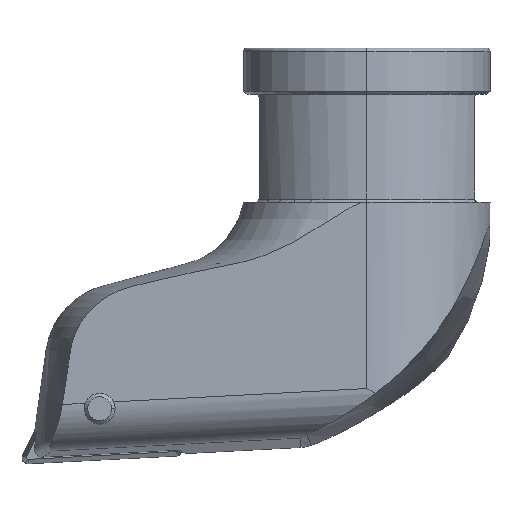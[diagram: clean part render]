
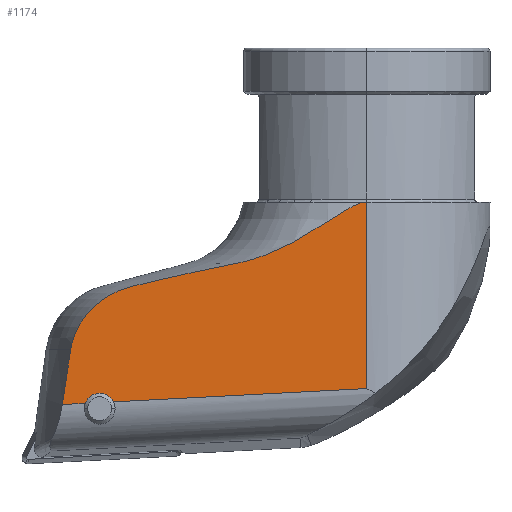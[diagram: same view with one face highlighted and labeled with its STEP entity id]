
A CAD part, front view. The second image highlights one B-rep face of the part: STEP entity #1174.
In plain terms, the highlighted planar face has unit normal (0, -1, 0).
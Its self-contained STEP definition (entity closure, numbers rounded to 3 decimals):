
#840=VERTEX_POINT('NONE',#2203);
#848=VERTEX_POINT('NONE',#2213);
#906=EDGE_CURVE('NONE',#1666,#848,#2276,.T.);
#972=VERTEX_POINT('NONE',#2348);
#1100=VERTEX_POINT('NONE',#2490);
#1174=ADVANCED_FACE('NONE',(#2572),#2573,.F.);
#1342=EDGE_CURVE('NONE',#840,#1100,#2755,.F.);
#1356=EDGE_CURVE('NONE',#848,#1414,#2769,.T.);
#1414=VERTEX_POINT('NONE',#2832);
#1562=EDGE_CURVE('NONE',#1100,#1666,#2994,.T.);
#1644=VERTEX_POINT('NONE',#3086);
#1666=VERTEX_POINT('NONE',#3111);
#1862=EDGE_CURVE('NONE',#1414,#1954,#3320,.T.);
#1892=EDGE_CURVE('NONE',#1644,#972,#3353,.T.);
#1928=EDGE_CURVE('NONE',#1954,#1644,#3394,.F.);
#1954=VERTEX_POINT('NONE',#3424);
#1982=EDGE_CURVE('NONE',#840,#972,#3454,.T.);
#2203=CARTESIAN_POINT('',(0.,-8.0,-10.0));
#2213=CARTESIAN_POINT('',(-19.237,-8.,-19.593));
#2276=B_SPLINE_CURVE_WITH_KNOTS('',3,(#3986,#3987,#3988,#3989,#3990,#3991,#3992,#3993,#3994,#3995,#3996,#3997,#3998,#3999,#4000,#4001,#4002,#4003,#4004,#4005,#4006,#4007,#4008),.UNSPECIFIED.,.F.,.F.,(4,2,2,2,2,2,2,2,2,3,4),(-7.85,-6.782,-5.715,-4.742,-3.768,-2.806,-2.325,-1.844,-0.922,0.0,0.897),.UNSPECIFIED.);
#2348=CARTESIAN_POINT('',(0.,-8.0,-22.111));
#2490=CARTESIAN_POINT('',(-8.444,-8.,-13.973));
#2572=FACE_OUTER_BOUND('',#5138,.T.);
#2573=PLANE('',#5139);
#2755=B_SPLINE_CURVE_WITH_KNOTS('',3,(#5423,#5424,#5425,#5426,#5427,#5428,#5429,#5430,#5431,#5432,#5433,#5434,#5435,#5436,#5437,#5438,#5439,#5440,#5441,#5442,#5443,#5444,#5445,#5446,#5447,#5448,#5449,#5450,#5451,#5452,#5453,#5454,#5455,#5456,#5457),.UNSPECIFIED.,.F.,.F.,(4,2,2,2,2,2,2,2,2,2,2,2,3,2,2,2,4),(-10.997,-9.799,-8.602,-7.404,-6.206,-4.862,-3.518,-2.548,-1.517,-0.866,-0.433,-0.217,0.0,0.217,0.433,0.866,1.517),.UNSPECIFIED.);
#2769=(B_SPLINE_CURVE(2,(#5480,#5481,#5482),.UNSPECIFIED.,.F.,.F.)B_SPLINE_CURVE_WITH_KNOTS((3,3),(1.302,4.897),.UNSPECIFIED.)RATIONAL_B_SPLINE_CURVE((1.,1.,1.))BOUNDED_CURVE()REPRESENTATION_ITEM('')GEOMETRIC_REPRESENTATION_ITEM()CURVE());
#2832=CARTESIAN_POINT('',(-19.777,-8.,-23.147));
#2994=(B_SPLINE_CURVE(2,(#6224,#6225,#6226),.UNSPECIFIED.,.F.,.F.)B_SPLINE_CURVE_WITH_KNOTS((3,3),(33.786,39.061),.UNSPECIFIED.)RATIONAL_B_SPLINE_CURVE((1.523,1.383,1.187))BOUNDED_CURVE()REPRESENTATION_ITEM('')GEOMETRIC_REPRESENTATION_ITEM()CURVE());
#3086=CARTESIAN_POINT('',(-16.458,-8.,-22.973));
#3111=CARTESIAN_POINT('',(-15.2,-8.,-15.459));
#3320=LINE('',#7237,#7238);
#3353=LINE('',#7295,#7296);
#3394=CIRCLE('',#7356,1.0);
#3424=CARTESIAN_POINT('',(-18.291,-8.,-23.069));
#3454=LINE('',#7449,#7450);
#3986=CARTESIAN_POINT('',(-13.721,-8.,-15.289));
#3987=CARTESIAN_POINT('',(-14.077,-8.,-15.289));
#3988=CARTESIAN_POINT('',(-14.466,-8.,-15.319));
#3989=CARTESIAN_POINT('',(-15.231,-8.,-15.454));
#3990=CARTESIAN_POINT('',(-15.607,-8.,-15.559));
#3991=CARTESIAN_POINT('',(-16.243,-8.,-15.8));
#3992=CARTESIAN_POINT('',(-16.565,-8.,-15.953));
#3993=CARTESIAN_POINT('',(-17.17,-8.,-16.32));
#3994=CARTESIAN_POINT('',(-17.454,-8.,-16.534));
#3995=CARTESIAN_POINT('',(-17.931,-8.,-16.969));
#3996=CARTESIAN_POINT('',(-18.168,-8.,-17.229));
#3997=CARTESIAN_POINT('',(-18.477,-8.,-17.652));
#3998=CARTESIAN_POINT('',(-18.572,-8.,-17.799));
#3999=CARTESIAN_POINT('',(-18.743,-8.,-18.095));
#4000=CARTESIAN_POINT('',(-18.819,-8.,-18.245));
#4001=CARTESIAN_POINT('',(-19.009,-8.,-18.672));
#4002=CARTESIAN_POINT('',(-19.117,-8.,-18.992));
#4003=CARTESIAN_POINT('',(-19.257,-8.,-19.646));
#4004=CARTESIAN_POINT('',(-19.29,-8.,-19.981));
#4005=CARTESIAN_POINT('',(-19.29,-8.,-20.289));
#4006=CARTESIAN_POINT('',(-19.29,-8.,-20.588));
#4007=CARTESIAN_POINT('',(-19.259,-8.,-20.914));
#4008=CARTESIAN_POINT('',(-19.192,-8.,-21.233));
#5138=EDGE_LOOP('',(#8219,#8220,#8221,#8222,#8223,#8224,#8225,#8226));
#5139=AXIS2_PLACEMENT_3D('',#8227,#8228,#8229);
#5423=CARTESIAN_POINT('',(-10.695,-8.,-14.125));
#5424=CARTESIAN_POINT('',(-10.297,-8.,-14.153));
#5425=CARTESIAN_POINT('',(-9.881,-8.,-14.149));
#5426=CARTESIAN_POINT('',(-9.037,-8.,-14.08));
#5427=CARTESIAN_POINT('',(-8.609,-8.,-14.013));
#5428=CARTESIAN_POINT('',(-7.764,-8.,-13.826));
#5429=CARTESIAN_POINT('',(-7.347,-8.,-13.705));
#5430=CARTESIAN_POINT('',(-6.541,-8.,-13.427));
#5431=CARTESIAN_POINT('',(-6.153,-8.,-13.269));
#5432=CARTESIAN_POINT('',(-5.381,-8.,-12.92));
#5433=CARTESIAN_POINT('',(-4.942,-8.,-12.699));
#5434=CARTESIAN_POINT('',(-4.081,-8.,-12.221));
#5435=CARTESIAN_POINT('',(-3.659,-8.,-11.967));
#5436=CARTESIAN_POINT('',(-3.006,-8.,-11.556));
#5437=CARTESIAN_POINT('',(-2.68,-8.,-11.345));
#5438=CARTESIAN_POINT('',(-2.121,-8.,-10.982));
#5439=CARTESIAN_POINT('',(-1.775,-8.,-10.756));
#5440=CARTESIAN_POINT('',(-1.297,-8.,-10.465));
#5441=CARTESIAN_POINT('',(-1.071,-8.,-10.334));
#5442=CARTESIAN_POINT('',(-0.746,-8.,-10.177));
#5443=CARTESIAN_POINT('',(-0.6,-8.,-10.114));
#5444=CARTESIAN_POINT('',(-0.374,-8.,-10.047));
#5445=CARTESIAN_POINT('',(-0.298,-8.,-10.029));
#5446=CARTESIAN_POINT('',(-0.147,-8.,-10.006));
#5447=CARTESIAN_POINT('',(-0.072,-8.,-10.));
#5448=CARTESIAN_POINT('',(0.,-8.,-10.));
#5449=CARTESIAN_POINT('',(0.072,-8.,-10.));
#5450=CARTESIAN_POINT('',(0.147,-8.,-10.006));
#5451=CARTESIAN_POINT('',(0.298,-8.,-10.029));
#5452=CARTESIAN_POINT('',(0.374,-8.,-10.047));
#5453=CARTESIAN_POINT('',(0.6,-8.,-10.114));
#5454=CARTESIAN_POINT('',(0.746,-8.,-10.177));
#5455=CARTESIAN_POINT('',(1.071,-8.,-10.334));
#5456=CARTESIAN_POINT('',(1.297,-8.,-10.465));
#5457=CARTESIAN_POINT('',(1.482,-8.,-10.577));
#5480=CARTESIAN_POINT('',(-19.237,-8.,-19.593));
#5481=CARTESIAN_POINT('',(-19.504,-8.,-21.345));
#5482=CARTESIAN_POINT('',(-19.777,-8.,-23.147));
#6224=CARTESIAN_POINT('',(-8.444,-8.,-13.973));
#6225=CARTESIAN_POINT('',(-11.172,-8.,-14.504));
#6226=CARTESIAN_POINT('',(-15.2,-8.,-15.459));
#7237=CARTESIAN_POINT('',(-25.175,-8.,-23.43));
#7238=VECTOR('',#9055,1.0);
#7295=CARTESIAN_POINT('',(-25.175,-8.,-23.43));
#7296=VECTOR('',#9097,1.0);
#7356=AXIS2_PLACEMENT_3D('',#9165,#9166,#9167);
#7449=CARTESIAN_POINT('',(0.,-8.,0.763));
#7450=VECTOR('',#9238,1.0);
#8219=ORIENTED_EDGE('',*,*,#1356,.T.);
#8220=ORIENTED_EDGE('',*,*,#1862,.T.);
#8221=ORIENTED_EDGE('',*,*,#1928,.T.);
#8222=ORIENTED_EDGE('',*,*,#1892,.T.);
#8223=ORIENTED_EDGE('',*,*,#1982,.F.);
#8224=ORIENTED_EDGE('',*,*,#1342,.T.);
#8225=ORIENTED_EDGE('',*,*,#1562,.T.);
#8226=ORIENTED_EDGE('',*,*,#906,.T.);
#8227=CARTESIAN_POINT('',(-22.4,-8.,-26.59));
#8228=DIRECTION('',(0.,1.0,0.));
#8229=DIRECTION('',(1.0,0.0,0.));
#9055=DIRECTION('',(0.999,0.,0.052));
#9097=DIRECTION('',(0.999,0.,0.052));
#9165=CARTESIAN_POINT('',(-17.354,-8.,-23.417));
#9166=DIRECTION('',(0.,-1.0,0.));
#9167=DIRECTION('',(-0.999,0.,-0.052));
#9238=DIRECTION('',(0.,0.0,-1.0));
